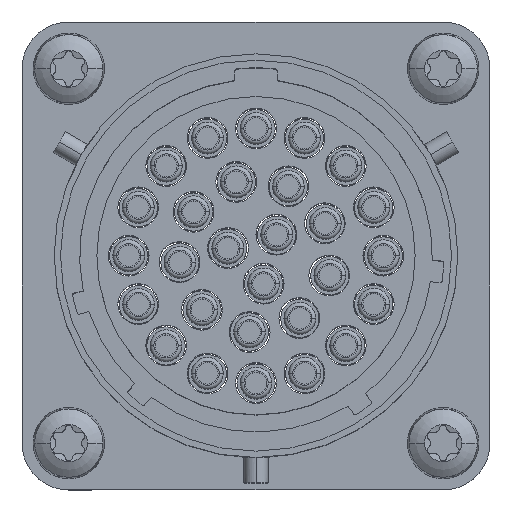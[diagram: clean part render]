
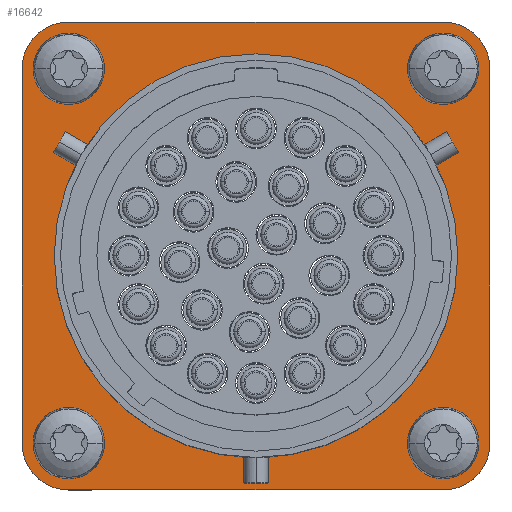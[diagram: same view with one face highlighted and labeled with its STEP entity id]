
A CAD part, top view. The second image highlights one B-rep face of the part: STEP entity #16642.
In plain terms, the highlighted planar face has unit normal (0, 0, 1).
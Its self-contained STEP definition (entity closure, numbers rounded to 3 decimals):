
#13168=CARTESIAN_POINT('',(-13.1,-14.7,22.5));
#13169=VERTEX_POINT('',#13168);
#13185=CARTESIAN_POINT('',(-16.3,-14.7,22.5));
#13186=VERTEX_POINT('',#13185);
#13193=CARTESIAN_POINT('',(-14.7,-14.7,22.5));
#13194=DIRECTION('',(0.0,0.0,-1.0));
#13195=DIRECTION('',(1.0,0.0,0.0));
#13196=AXIS2_PLACEMENT_3D('',#13193,#13194,#13195);
#13197=CIRCLE('',#13196,1.6);
#13198=EDGE_CURVE('',#13169,#13186,#13197,.T.);
#13210=CARTESIAN_POINT('',(-13.1,14.7,22.5));
#13211=VERTEX_POINT('',#13210);
#13227=CARTESIAN_POINT('',(-16.3,14.7,22.5));
#13228=VERTEX_POINT('',#13227);
#13235=CARTESIAN_POINT('',(-14.7,14.7,22.5));
#13236=DIRECTION('',(0.0,0.0,-1.0));
#13237=DIRECTION('',(1.0,0.0,0.0));
#13238=AXIS2_PLACEMENT_3D('',#13235,#13236,#13237);
#13239=CIRCLE('',#13238,1.6);
#13240=EDGE_CURVE('',#13211,#13228,#13239,.T.);
#13252=CARTESIAN_POINT('',(16.3,14.7,22.5));
#13253=VERTEX_POINT('',#13252);
#13269=CARTESIAN_POINT('',(13.1,14.7,22.5));
#13270=VERTEX_POINT('',#13269);
#13277=CARTESIAN_POINT('',(14.7,14.7,22.5));
#13278=DIRECTION('',(0.0,0.0,-1.0));
#13279=DIRECTION('',(1.0,0.0,0.0));
#13280=AXIS2_PLACEMENT_3D('',#13277,#13278,#13279);
#13281=CIRCLE('',#13280,1.6);
#13282=EDGE_CURVE('',#13253,#13270,#13281,.T.);
#13294=CARTESIAN_POINT('',(16.3,-14.7,22.5));
#13295=VERTEX_POINT('',#13294);
#13311=CARTESIAN_POINT('',(13.1,-14.7,22.5));
#13312=VERTEX_POINT('',#13311);
#13319=CARTESIAN_POINT('',(14.7,-14.7,22.5));
#13320=DIRECTION('',(0.0,0.0,-1.0));
#13321=DIRECTION('',(1.0,0.0,0.0));
#13322=AXIS2_PLACEMENT_3D('',#13319,#13320,#13321);
#13323=CIRCLE('',#13322,1.6);
#13324=EDGE_CURVE('',#13295,#13312,#13323,.T.);
#13336=CARTESIAN_POINT('',(15.85,0.,22.5));
#13337=VERTEX_POINT('',#13336);
#13353=CARTESIAN_POINT('',(-15.85,0.,22.5));
#13354=VERTEX_POINT('',#13353);
#13361=CARTESIAN_POINT('',(0.0,0.,22.5));
#13362=DIRECTION('',(0.0,0.0,-1.0));
#13363=DIRECTION('',(1.0,0.0,0.0));
#13364=AXIS2_PLACEMENT_3D('',#13361,#13362,#13363);
#13365=CIRCLE('',#13364,15.85);
#13366=EDGE_CURVE('',#13337,#13354,#13365,.T.);
#16469=CARTESIAN_POINT('',(0.0,0.,22.5));
#16470=DIRECTION('',(0.0,0.0,-1.0));
#16471=DIRECTION('',(1.0,0.0,0.0));
#16472=AXIS2_PLACEMENT_3D('',#16469,#16470,#16471);
#16473=CIRCLE('',#16472,15.85);
#16474=EDGE_CURVE('',#13354,#13337,#16473,.T.);
#16523=CARTESIAN_POINT('',(0.0,0.,22.5));
#16524=DIRECTION('',(0.0,0.0,1.0));
#16525=DIRECTION('',(1.0,0.0,0.0));
#16526=AXIS2_PLACEMENT_3D('',#16523,#16524,#16525);
#16527=PLANE('',#16526);
#16528=CARTESIAN_POINT('',(18.375,14.7,22.5));
#16529=VERTEX_POINT('',#16528);
#16530=CARTESIAN_POINT('',(18.375,-14.7,22.5));
#16531=VERTEX_POINT('',#16530);
#16532=CARTESIAN_POINT('',(18.375,14.7,22.5));
#16533=DIRECTION('',(0.0,-1.0,0.0));
#16534=VECTOR('',#16533,29.4);
#16535=LINE('',#16532,#16534);
#16536=EDGE_CURVE('',#16529,#16531,#16535,.T.);
#16537=ORIENTED_EDGE('',*,*,#16536,.F.);
#16538=CARTESIAN_POINT('',(14.7,18.375,22.5));
#16539=VERTEX_POINT('',#16538);
#16540=CARTESIAN_POINT('',(14.7,14.7,22.5));
#16541=DIRECTION('',(0.0,0.0,-1.0));
#16542=DIRECTION('',(0.707,0.707,0.0));
#16543=AXIS2_PLACEMENT_3D('',#16540,#16541,#16542);
#16544=CIRCLE('',#16543,3.675);
#16545=EDGE_CURVE('',#16539,#16529,#16544,.T.);
#16546=ORIENTED_EDGE('',*,*,#16545,.F.);
#16547=CARTESIAN_POINT('',(-14.7,18.375,22.5));
#16548=VERTEX_POINT('',#16547);
#16549=CARTESIAN_POINT('',(-14.7,18.375,22.5));
#16550=DIRECTION('',(1.0,0.0,0.0));
#16551=VECTOR('',#16550,29.4);
#16552=LINE('',#16549,#16551);
#16553=EDGE_CURVE('',#16548,#16539,#16552,.T.);
#16554=ORIENTED_EDGE('',*,*,#16553,.F.);
#16555=CARTESIAN_POINT('',(-18.375,14.7,22.5));
#16556=VERTEX_POINT('',#16555);
#16557=CARTESIAN_POINT('',(-14.7,14.7,22.5));
#16558=DIRECTION('',(0.0,0.0,-1.0));
#16559=DIRECTION('',(-0.707,0.707,0.0));
#16560=AXIS2_PLACEMENT_3D('',#16557,#16558,#16559);
#16561=CIRCLE('',#16560,3.675);
#16562=EDGE_CURVE('',#16556,#16548,#16561,.T.);
#16563=ORIENTED_EDGE('',*,*,#16562,.F.);
#16564=CARTESIAN_POINT('',(-18.375,-14.7,22.5));
#16565=VERTEX_POINT('',#16564);
#16566=CARTESIAN_POINT('',(-18.375,-14.7,22.5));
#16567=DIRECTION('',(0.0,1.0,0.0));
#16568=VECTOR('',#16567,29.4);
#16569=LINE('',#16566,#16568);
#16570=EDGE_CURVE('',#16565,#16556,#16569,.T.);
#16571=ORIENTED_EDGE('',*,*,#16570,.F.);
#16572=CARTESIAN_POINT('',(-14.7,-18.375,22.5));
#16573=VERTEX_POINT('',#16572);
#16574=CARTESIAN_POINT('',(-14.7,-14.7,22.5));
#16575=DIRECTION('',(0.0,0.0,-1.0));
#16576=DIRECTION('',(-0.707,-0.707,0.0));
#16577=AXIS2_PLACEMENT_3D('',#16574,#16575,#16576);
#16578=CIRCLE('',#16577,3.675);
#16579=EDGE_CURVE('',#16573,#16565,#16578,.T.);
#16580=ORIENTED_EDGE('',*,*,#16579,.F.);
#16581=CARTESIAN_POINT('',(14.7,-18.375,22.5));
#16582=VERTEX_POINT('',#16581);
#16583=CARTESIAN_POINT('',(14.7,-18.375,22.5));
#16584=DIRECTION('',(-1.0,0.0,0.0));
#16585=VECTOR('',#16584,29.4);
#16586=LINE('',#16583,#16585);
#16587=EDGE_CURVE('',#16582,#16573,#16586,.T.);
#16588=ORIENTED_EDGE('',*,*,#16587,.F.);
#16589=CARTESIAN_POINT('',(14.7,-14.7,22.5));
#16590=DIRECTION('',(0.0,0.0,-1.0));
#16591=DIRECTION('',(0.707,-0.707,0.0));
#16592=AXIS2_PLACEMENT_3D('',#16589,#16590,#16591);
#16593=CIRCLE('',#16592,3.675);
#16594=EDGE_CURVE('',#16531,#16582,#16593,.T.);
#16595=ORIENTED_EDGE('',*,*,#16594,.F.);
#16596=EDGE_LOOP('',(#16537,#16546,#16554,#16563,#16571,#16580,#16588,#16595));
#16597=FACE_OUTER_BOUND('',#16596,.T.);
#16598=CARTESIAN_POINT('',(-14.7,-14.7,22.5));
#16599=DIRECTION('',(0.0,0.0,-1.0));
#16600=DIRECTION('',(1.0,0.0,0.0));
#16601=AXIS2_PLACEMENT_3D('',#16598,#16599,#16600);
#16602=CIRCLE('',#16601,1.6);
#16603=EDGE_CURVE('',#13186,#13169,#16602,.T.);
#16604=ORIENTED_EDGE('',*,*,#16603,.T.);
#16605=ORIENTED_EDGE('',*,*,#13198,.T.);
#16606=EDGE_LOOP('',(#16604,#16605));
#16607=FACE_BOUND('',#16606,.T.);
#16608=CARTESIAN_POINT('',(-14.7,14.7,22.5));
#16609=DIRECTION('',(0.0,0.0,-1.0));
#16610=DIRECTION('',(1.0,0.0,0.0));
#16611=AXIS2_PLACEMENT_3D('',#16608,#16609,#16610);
#16612=CIRCLE('',#16611,1.6);
#16613=EDGE_CURVE('',#13228,#13211,#16612,.T.);
#16614=ORIENTED_EDGE('',*,*,#16613,.T.);
#16615=ORIENTED_EDGE('',*,*,#13240,.T.);
#16616=EDGE_LOOP('',(#16614,#16615));
#16617=FACE_BOUND('',#16616,.T.);
#16618=CARTESIAN_POINT('',(14.7,14.7,22.5));
#16619=DIRECTION('',(0.0,0.0,-1.0));
#16620=DIRECTION('',(1.0,0.0,0.0));
#16621=AXIS2_PLACEMENT_3D('',#16618,#16619,#16620);
#16622=CIRCLE('',#16621,1.6);
#16623=EDGE_CURVE('',#13270,#13253,#16622,.T.);
#16624=ORIENTED_EDGE('',*,*,#16623,.T.);
#16625=ORIENTED_EDGE('',*,*,#13282,.T.);
#16626=EDGE_LOOP('',(#16624,#16625));
#16627=FACE_BOUND('',#16626,.T.);
#16628=CARTESIAN_POINT('',(14.7,-14.7,22.5));
#16629=DIRECTION('',(0.0,0.0,-1.0));
#16630=DIRECTION('',(1.0,0.0,0.0));
#16631=AXIS2_PLACEMENT_3D('',#16628,#16629,#16630);
#16632=CIRCLE('',#16631,1.6);
#16633=EDGE_CURVE('',#13312,#13295,#16632,.T.);
#16634=ORIENTED_EDGE('',*,*,#16633,.T.);
#16635=ORIENTED_EDGE('',*,*,#13324,.T.);
#16636=EDGE_LOOP('',(#16634,#16635));
#16637=FACE_BOUND('',#16636,.T.);
#16638=ORIENTED_EDGE('',*,*,#13366,.T.);
#16639=ORIENTED_EDGE('',*,*,#16474,.T.);
#16640=EDGE_LOOP('',(#16638,#16639));
#16641=FACE_BOUND('',#16640,.T.);
#16642=ADVANCED_FACE('',(#16597,#16607,#16617,#16627,#16637,#16641),#16527,.T.);
